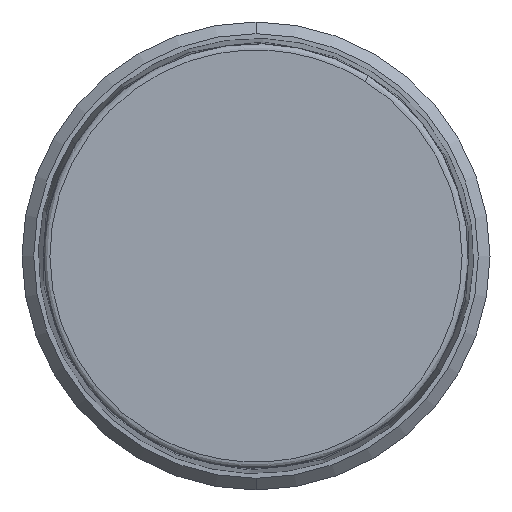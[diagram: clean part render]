
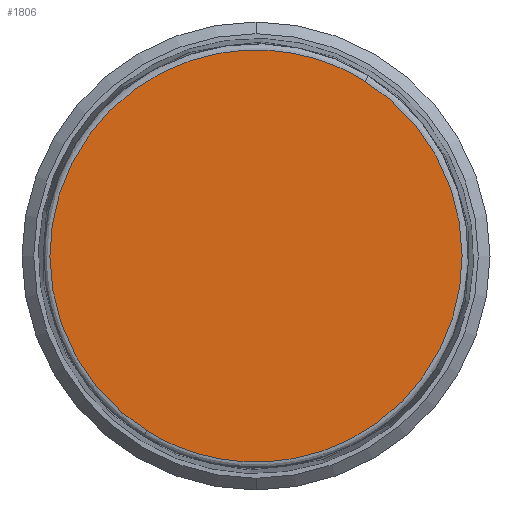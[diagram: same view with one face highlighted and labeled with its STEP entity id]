
A CAD part, left-side view. The second image highlights one B-rep face of the part: STEP entity #1806.
In plain terms, the highlighted planar face has unit normal (-1, 0, 0).
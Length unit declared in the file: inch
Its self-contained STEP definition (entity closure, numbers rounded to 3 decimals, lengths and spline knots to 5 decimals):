
#338 = CARTESIAN_POINT ( 'NONE',  ( -3.12598, -0.27487, 0.44157 ) ) ;
#363 = CARTESIAN_POINT ( 'NONE',  ( -3.12598, 0., 0. ) ) ;
#399 = DIRECTION ( 'NONE',  ( -1., 0., 0. ) ) ;
#419 = CARTESIAN_POINT ( 'NONE',  ( -3.12598, 1.15802, 0.10817 ) ) ;
#611 = CARTESIAN_POINT ( 'NONE',  ( -3.12598, 0.27487, -0.44157 ) ) ;
#742 = CARTESIAN_POINT ( 'NONE',  ( -3.12598, 0.27487, -0.44157 ) ) ;
#848 = VERTEX_POINT ( 'NONE', #1810 ) ;
#932 = CARTESIAN_POINT ( 'NONE',  ( -3.12598, 0.27487, -0.44157 ) ) ;
#1117 = EDGE_CURVE ( 'NONE', #848, #2156, #2966, .T. ) ;
#1234 = CARTESIAN_POINT ( 'NONE',  ( -3.12598, -0.60827, -0.99132 ) ) ;
#1806 = ADVANCED_FACE ( 'NONE', ( #3159 ), #3655, .T. ) ;
#1810 = CARTESIAN_POINT ( 'NONE',  ( -3.12598, -0.27487, 0.44157 ) ) ;
#1855 = DIRECTION ( 'NONE',  ( 0., 0.528, -0.849 ) ) ;
#2156 = VERTEX_POINT ( 'NONE', #742 ) ;
#2171 = ORIENTED_EDGE ( 'NONE', *, *, #1117, .F. ) ;
#2424 = EDGE_LOOP ( 'NONE', ( #3588, #2171 ) ) ;
#2494 = EDGE_CURVE ( 'NONE', #2156, #848, #3385, .T. ) ;
#2966 =( BOUNDED_CURVE ( )  B_SPLINE_CURVE ( 3, ( #338, #3009, #1234, #932 ),
 .UNSPECIFIED., .F., .F. ) 
 B_SPLINE_CURVE_WITH_KNOTS ( ( 4, 4 ),
 ( 0.5, 1. ),
 .UNSPECIFIED. ) 
 CURVE ( )  GEOMETRIC_REPRESENTATION_ITEM ( )  RATIONAL_B_SPLINE_CURVE ( ( 1., 0.333, 0.333, 1. ) ) 
 REPRESENTATION_ITEM ( '' )  );
#3009 = CARTESIAN_POINT ( 'NONE',  ( -3.12598, -1.15802, -0.10817 ) ) ;
#3012 = CARTESIAN_POINT ( 'NONE',  ( -3.12598, -0.27487, 0.44157 ) ) ;
#3159 = FACE_OUTER_BOUND ( 'NONE', #2424, .T. ) ;
#3278 = AXIS2_PLACEMENT_3D ( 'NONE', #363, #399, #1855 ) ;
#3330 = CARTESIAN_POINT ( 'NONE',  ( -3.12598, 0.60827, 0.99132 ) ) ;
#3385 =( BOUNDED_CURVE ( )  B_SPLINE_CURVE ( 3, ( #611, #419, #3330, #3012 ),
 .UNSPECIFIED., .F., .T. ) 
 B_SPLINE_CURVE_WITH_KNOTS ( ( 4, 4 ),
 ( 0., 0.5 ),
 .UNSPECIFIED. ) 
 CURVE ( )  GEOMETRIC_REPRESENTATION_ITEM ( )  RATIONAL_B_SPLINE_CURVE ( ( 1., 0.333, 0.333, 1. ) ) 
 REPRESENTATION_ITEM ( '' )  );
#3588 = ORIENTED_EDGE ( 'NONE', *, *, #2494, .F. ) ;
#3655 = PLANE ( 'NONE',  #3278 ) ;
